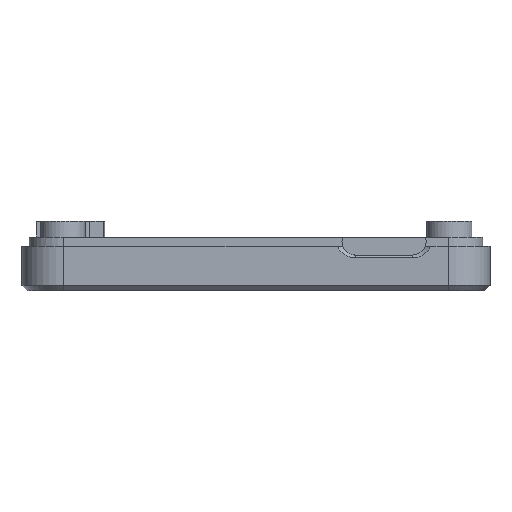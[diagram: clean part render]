
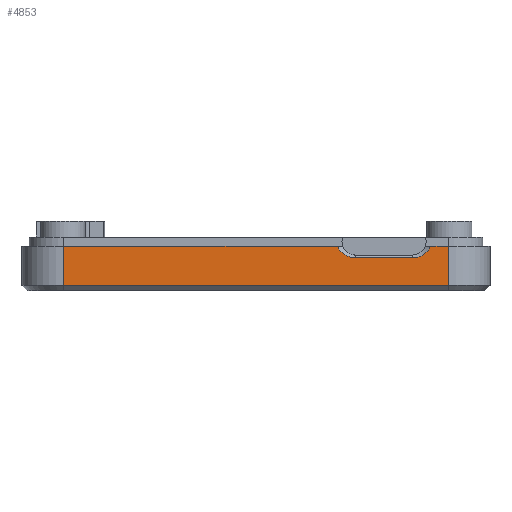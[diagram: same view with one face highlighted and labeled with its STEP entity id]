
A CAD part, left-side view. The second image highlights one B-rep face of the part: STEP entity #4853.
In plain terms, the highlighted planar face has unit normal (-1, 0, 0).
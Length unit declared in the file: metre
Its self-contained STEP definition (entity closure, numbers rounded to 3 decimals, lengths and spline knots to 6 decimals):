
#188=CIRCLE('',#5074,0.0022);
#189=CIRCLE('',#5077,0.0022);
#1190=ORIENTED_EDGE('',*,*,#2191,.F.);
#1191=ORIENTED_EDGE('',*,*,#2261,.T.);
#1192=ORIENTED_EDGE('',*,*,#2193,.T.);
#1193=ORIENTED_EDGE('',*,*,#2262,.T.);
#1194=ORIENTED_EDGE('',*,*,#1996,.T.);
#1195=ORIENTED_EDGE('',*,*,#1994,.T.);
#1196=ORIENTED_EDGE('',*,*,#1990,.T.);
#1197=ORIENTED_EDGE('',*,*,#2237,.T.);
#1990=EDGE_CURVE('',#2652,#2651,#188,.T.);
#1994=EDGE_CURVE('',#2653,#2652,#3081,.T.);
#1996=EDGE_CURVE('',#2654,#2653,#189,.T.);
#2191=EDGE_CURVE('',#2777,#2778,#3201,.T.);
#2193=EDGE_CURVE('',#2779,#2780,#3202,.T.);
#2237=EDGE_CURVE('',#2651,#2778,#3234,.T.);
#2261=EDGE_CURVE('',#2777,#2779,#3254,.T.);
#2262=EDGE_CURVE('',#2780,#2654,#3255,.T.);
#2651=VERTEX_POINT('',#7414);
#2652=VERTEX_POINT('',#7416);
#2653=VERTEX_POINT('',#7420);
#2654=VERTEX_POINT('',#7428);
#2777=VERTEX_POINT('',#7897);
#2778=VERTEX_POINT('',#7899);
#2779=VERTEX_POINT('',#7903);
#2780=VERTEX_POINT('',#7904);
#3081=LINE('',#7422,#3591);
#3201=LINE('',#7898,#3711);
#3202=LINE('',#7902,#3712);
#3234=LINE('',#7993,#3744);
#3254=LINE('',#8040,#3764);
#3255=LINE('',#8041,#3765);
#3591=VECTOR('',#5852,1.);
#3711=VECTOR('',#6262,1.);
#3712=VECTOR('',#6267,1.);
#3744=VECTOR('',#6365,1.);
#3764=VECTOR('',#6421,1.);
#3765=VECTOR('',#6422,1.);
#4075=EDGE_LOOP('',(#1190,#1191,#1192,#1193,#1194,#1195,#1196,#1197));
#4384=FACE_BOUND('',#4075,.T.);
#4621=PLANE('',#5273);
#4853=ADVANCED_FACE('',(#4384),#4621,.F.);
#5074=AXIS2_PLACEMENT_3D('',#7415,#5845,#5846);
#5077=AXIS2_PLACEMENT_3D('',#7429,#5855,#5856);
#5273=AXIS2_PLACEMENT_3D('',#8039,#6419,#6420);
#5845=DIRECTION('',(1.,0.,0.));
#5846=DIRECTION('',(0.,0.,-1.));
#5852=DIRECTION('',(0.,1.,0.));
#5855=DIRECTION('',(1.,0.,0.));
#5856=DIRECTION('',(0.,0.,-1.));
#6262=DIRECTION('',(0.,0.,1.));
#6267=DIRECTION('',(0.,0.,1.));
#6365=DIRECTION('',(0.,1.,0.));
#6419=DIRECTION('',(1.,0.,0.));
#6420=DIRECTION('',(0.,0.,-1.));
#6421=DIRECTION('',(0.,-1.,0.));
#6422=DIRECTION('',(0.,1.,0.));
#7414=CARTESIAN_POINT('',(-0.0444,-0.009023,-0.0026));
#7415=CARTESIAN_POINT('',(-0.0444,-0.01103,-0.0017));
#7416=CARTESIAN_POINT('',(-0.0444,-0.01103,-0.0039));
#7420=CARTESIAN_POINT('',(-0.0444,-0.01737,-0.0039));
#7422=CARTESIAN_POINT('',(-0.0444,-0.01103,-0.0039));
#7428=CARTESIAN_POINT('',(-0.0444,-0.019377,-0.0026));
#7429=CARTESIAN_POINT('',(-0.0444,-0.01737,-0.0017));
#7897=CARTESIAN_POINT('',(-0.0444,0.02135,-0.00695));
#7898=CARTESIAN_POINT('',(-0.0444,0.02135,-0.00755));
#7899=CARTESIAN_POINT('',(-0.0444,0.02135,-0.0026));
#7902=CARTESIAN_POINT('',(-0.0444,-0.02135,-0.00755));
#7903=CARTESIAN_POINT('',(-0.0444,-0.02135,-0.00695));
#7904=CARTESIAN_POINT('',(-0.0444,-0.02135,-0.0026));
#7993=CARTESIAN_POINT('',(-0.0444,0.,-0.0026));
#8039=CARTESIAN_POINT('',(-0.0444,0.,-0.00755));
#8040=CARTESIAN_POINT('',(-0.0444,-0.02135,-0.00695));
#8041=CARTESIAN_POINT('',(-0.0444,0.,-0.0026));
